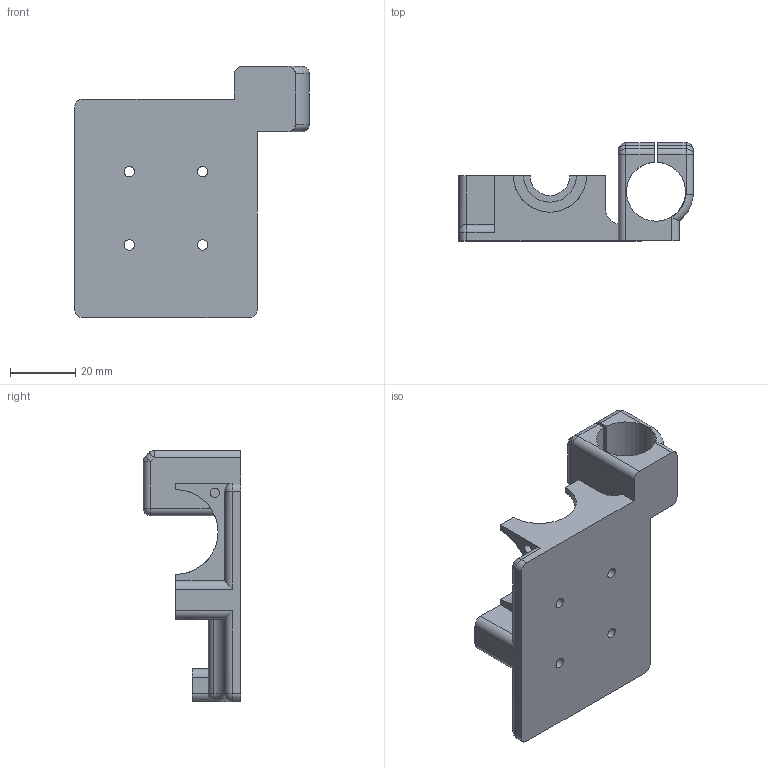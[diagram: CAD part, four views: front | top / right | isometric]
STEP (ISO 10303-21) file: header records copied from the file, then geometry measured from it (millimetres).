
FILE_DESCRIPTION(/* description */ (''),/* implementation_level */ '2;1');
FILE_NAME(/* name */ 'Main_body_18mm_sensor.step',/* time_stamp */ '2017-07-31T14:23:26+01:00',/* author */ (''),/* organization */ (''),/* preprocessor_version */ 'ST-DEVELOPER v16.13',/* originating_system */ 'Autodesk Translation Framework v6.1.1.50',/* authorisation */ '');
FILE_SCHEMA (('AUTOMOTIVE_DESIGN { 1 0 10303 214 3 1 1 }'));
Length unit declared in the file: millimetre
Products named in the file (1): 18mm Sensor v3
Bounding box: 71.99 x 30 x 77 mm (x, y, z)
Volume: 41225.5 mm3; surface area: 16770.1 mm2
Topology: 1 solids, 1 shells, 164 faces, 409 edges, 258 vertices
Faces by surface type: plane 79, cylinder 70, sphere 11, torus 4
Full cylindrical faces by diameter (mm): 2.9 x1, 3.2 x16, 6 x6
Entity records: 5003 total; most frequent: CARTESIAN_POINT 1042, DIRECTION 841, ORIENTED_EDGE 764, EDGE_CURVE 382, AXIS2_PLACEMENT_3D 308, VERTEX_POINT 254, LINE 225, VECTOR 225
